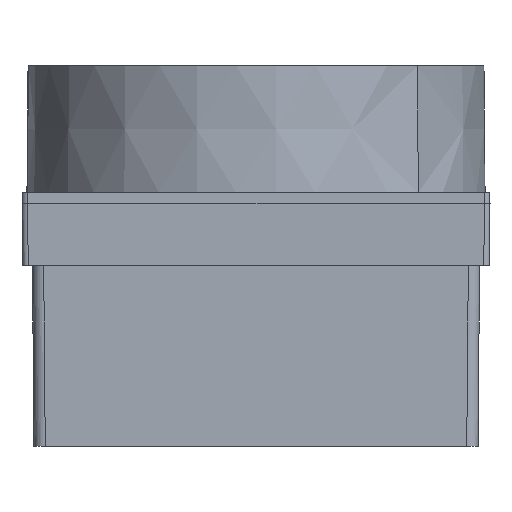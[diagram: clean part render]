
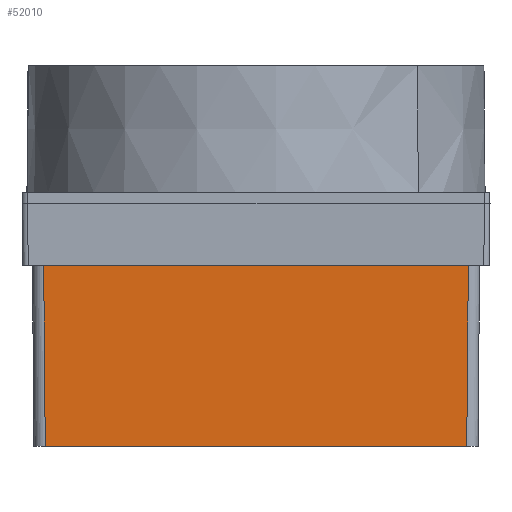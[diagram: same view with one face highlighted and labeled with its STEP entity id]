
A CAD part, left-side view. The second image highlights one B-rep face of the part: STEP entity #52010.
In plain terms, the highlighted face is planar.
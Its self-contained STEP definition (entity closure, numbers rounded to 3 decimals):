
#480=CARTESIAN_POINT('',(-4.475,78.58,
-19.983));
#490=DIRECTION('',(-0.009,0.009,
-1.));
#500=VECTOR('',#490,1.);
#510=LINE('',#480,#500);
#520=CARTESIAN_POINT('',(-4.275,78.379,
3.));
#530=VERTEX_POINT('',#520);
#540=CARTESIAN_POINT('',(-4.554,78.658,
-29.));
#550=VERTEX_POINT('',#540);
#560=EDGE_CURVE('',#530,#550,#510,.T.);
#15370=CARTESIAN_POINT('',(-4.275,3.629,
3.));
#15380=VERTEX_POINT('',#15370);
#15410=CARTESIAN_POINT('',(-4.275,40.,3.));
#15420=DIRECTION('',(0.,1.,0.));
#15430=VECTOR('',#15420,1.);
#15440=LINE('',#15410,#15430);
#15450=EDGE_CURVE('',#15380,#530,#15440,.T.);
#51780=CARTESIAN_POINT('',(-4.65,81.304,
-40.));
#51790=DIRECTION('',(-1.,0.,
0.009));
#51800=DIRECTION('',(-0.009,0.,
-1.));
#51810=AXIS2_PLACEMENT_3D('',#51780,#51790,#51800);
#51820=PLANE('',#51810);
#51830=CARTESIAN_POINT('',(-4.475,3.429,
-19.983));
#51840=DIRECTION('',(-0.009,-0.009,
-1.));
#51850=VECTOR('',#51840,1.);
#51860=LINE('',#51830,#51850);
#51870=CARTESIAN_POINT('',(-4.554,3.35,
-29.));
#51880=VERTEX_POINT('',#51870);
#51890=EDGE_CURVE('',#15380,#51880,#51860,.T.);
#51900=ORIENTED_EDGE('',*,*,#51890,.F.);
#51910=CARTESIAN_POINT('',(-4.554,40.,-29.));
#51920=DIRECTION('',(0.,1.,0.));
#51930=VECTOR('',#51920,1.);
#51940=LINE('',#51910,#51930);
#51950=EDGE_CURVE('',#51880,#550,#51940,.T.);
#51960=ORIENTED_EDGE('',*,*,#51950,.F.);
#51970=ORIENTED_EDGE('',*,*,#560,.T.);
#51980=ORIENTED_EDGE('',*,*,#15450,.T.);
#51990=EDGE_LOOP('',(#51980,#51970,#51960,#51900));
#52000=FACE_OUTER_BOUND('',#51990,.T.);
#52010=ADVANCED_FACE('',(#52000),#51820,.T.);
